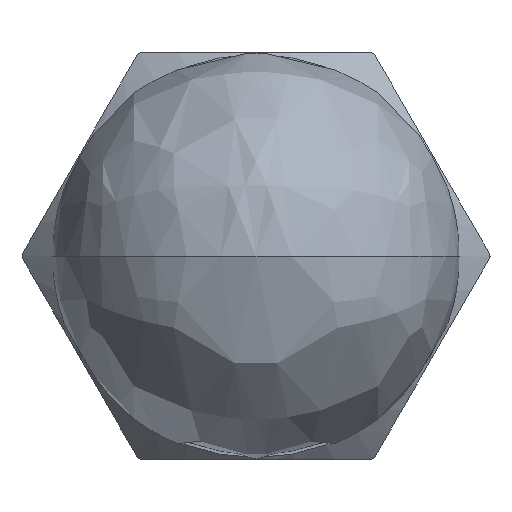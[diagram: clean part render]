
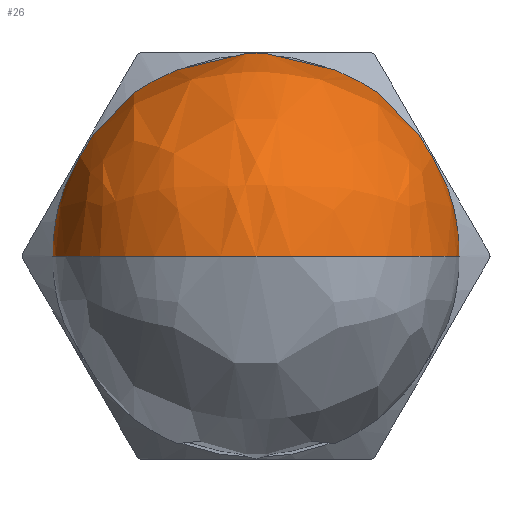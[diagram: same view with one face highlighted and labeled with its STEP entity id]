
A CAD part, left-side view. The second image highlights one B-rep face of the part: STEP entity #26.
In plain terms, the highlighted free-form (B-spline) face has degree [3, 3] with [4, 7] control points.
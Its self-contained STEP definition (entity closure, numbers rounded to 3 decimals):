
#26 = ADVANCED_FACE ( 'NONE', ( #1121 ), #1206, .T. ) ;
#65 = CARTESIAN_POINT ( 'NONE',  ( -6.5, -4., 0. ) ) ;
#137 = DIRECTION ( 'NONE',  ( 0., 1., 0. ) ) ;
#138 = DIRECTION ( 'NONE',  ( 0., 0., 1. ) ) ;
#141 = CARTESIAN_POINT ( 'NONE',  ( -9.5, 0., 0. ) ) ;
#182 = DIRECTION ( 'NONE',  ( 0., 0., 1. ) ) ;
#183 = DIRECTION ( 'NONE',  ( 1., 0., 0. ) ) ;
#184 = CARTESIAN_POINT ( 'NONE',  ( -6.5, 0., 0. ) ) ;
#225 = AXIS2_PLACEMENT_3D ( 'NONE', #572, #571, #568 ) ;
#261 = CIRCLE ( 'NONE', #640, 4. ) ;
#265 = CARTESIAN_POINT ( 'NONE',  ( -6.5, 0., 4. ) ) ;
#367 = DIRECTION ( 'NONE',  ( 0., 0., 1. ) ) ;
#368 = DIRECTION ( 'NONE',  ( 1., 0., 0. ) ) ;
#369 = CARTESIAN_POINT ( 'NONE',  ( -6.5, 0., 0. ) ) ;
#398 = VERTEX_POINT ( 'NONE', #817 ) ;
#434 = AXIS2_PLACEMENT_3D ( 'NONE', #545, #544, #542 ) ;
#435 = CARTESIAN_POINT ( 'NONE',  ( -9.5, 5., 0. ) ) ;
#542 = DIRECTION ( 'NONE',  ( 0., 1., 0. ) ) ;
#544 = DIRECTION ( 'NONE',  ( 0., 0., -1. ) ) ;
#545 = CARTESIAN_POINT ( 'NONE',  ( -9.5, 0., 0. ) ) ;
#568 = DIRECTION ( 'NONE',  ( 0., 1., 0. ) ) ;
#571 = DIRECTION ( 'NONE',  ( 0., 0., -1. ) ) ;
#572 = CARTESIAN_POINT ( 'NONE',  ( -9.5, 0., 0. ) ) ;
#640 = AXIS2_PLACEMENT_3D ( 'NONE', #369, #368, #367 ) ;
#656 = VERTEX_POINT ( 'NONE', #668 ) ;
#665 = EDGE_CURVE ( 'NONE', #1359, #398, #1312, .T. ) ;
#668 = CARTESIAN_POINT ( 'NONE',  ( -6.5, 4., 0. ) ) ;
#701 = CIRCLE ( 'NONE', #225, 5. ) ;
#709 = AXIS2_PLACEMENT_3D ( 'NONE', #141, #138, #137 ) ;
#817 = CARTESIAN_POINT ( 'NONE',  ( -9.5, -5., 0. ) ) ;
#841 = AXIS2_PLACEMENT_3D ( 'NONE', #184, #183, #182 ) ;
#863 = EDGE_LOOP ( 'NONE', ( #931, #978, #990, #1035, #1045 ) ) ;
#879 = EDGE_CURVE ( 'NONE', #1171, #656, #701, .T. ) ;
#931 = ORIENTED_EDGE ( 'NONE', *, *, #879, .F. ) ;
#978 = ORIENTED_EDGE ( 'NONE', *, *, #1328, .T. ) ;
#990 = ORIENTED_EDGE ( 'NONE', *, *, #665, .F. ) ;
#1032 = CIRCLE ( 'NONE', #841, 4. ) ;
#1035 = ORIENTED_EDGE ( 'NONE', *, *, #1289, .F. ) ;
#1045 = ORIENTED_EDGE ( 'NONE', *, *, #1190, .F. ) ;
#1113 = CARTESIAN_POINT ( 'NONE',  ( -9.5, -5., 0. ) ) ;
#1114 = CARTESIAN_POINT ( 'NONE',  ( -9.5, -5., 0. ) ) ;
#1116 = CARTESIAN_POINT ( 'NONE',  ( -9.5, -5., 0. ) ) ;
#1117 = CARTESIAN_POINT ( 'NONE',  ( -9.5, -5., 0. ) ) ;
#1118 = CARTESIAN_POINT ( 'NONE',  ( -9.5, -5., 0. ) ) ;
#1120 = CARTESIAN_POINT ( 'NONE',  ( -9.5, -5., 0. ) ) ;
#1121 = FACE_OUTER_BOUND ( 'NONE', #863, .T. ) ;
#1122 = CARTESIAN_POINT ( 'NONE',  ( -9.5, -5., 0. ) ) ;
#1125 = CARTESIAN_POINT ( 'NONE',  ( 0.498, -5., -0.188 ) ) ;
#1127 = CARTESIAN_POINT ( 'NONE',  ( 0.609, -5., 5.712 ) ) ;
#1129 = CARTESIAN_POINT ( 'NONE',  ( -3.504, -5., 9.944 ) ) ;
#1130 = CARTESIAN_POINT ( 'NONE',  ( -9.406, -5., 10. ) ) ;
#1133 = CARTESIAN_POINT ( 'NONE',  ( -15.307, -5., 10.055 ) ) ;
#1134 = CARTESIAN_POINT ( 'NONE',  ( -19.5, -5., 5.902 ) ) ;
#1137 = CARTESIAN_POINT ( 'NONE',  ( -19.5, -5., 0. ) ) ;
#1139 = CARTESIAN_POINT ( 'NONE',  ( 0.498, 5., -0.188 ) ) ;
#1140 = CARTESIAN_POINT ( 'NONE',  ( 0.609, 5., 5.712 ) ) ;
#1142 = CARTESIAN_POINT ( 'NONE',  ( -3.504, 5., 9.944 ) ) ;
#1143 = CARTESIAN_POINT ( 'NONE',  ( -9.406, 5., 10. ) ) ;
#1144 = CARTESIAN_POINT ( 'NONE',  ( -15.307, 5., 10.055 ) ) ;
#1145 = CARTESIAN_POINT ( 'NONE',  ( -19.5, 5., 5.902 ) ) ;
#1146 = CARTESIAN_POINT ( 'NONE',  ( -19.5, 5., 0. ) ) ;
#1147 = CARTESIAN_POINT ( 'NONE',  ( -9.5, 5., 0. ) ) ;
#1149 = CARTESIAN_POINT ( 'NONE',  ( -9.5, 5., 0. ) ) ;
#1152 = CARTESIAN_POINT ( 'NONE',  ( -9.5, 5., 0. ) ) ;
#1154 = CARTESIAN_POINT ( 'NONE',  ( -9.5, 5., 0. ) ) ;
#1155 = CARTESIAN_POINT ( 'NONE',  ( -9.5, 5., 0. ) ) ;
#1159 = CARTESIAN_POINT ( 'NONE',  ( -9.5, 5., 0. ) ) ;
#1171 = VERTEX_POINT ( 'NONE', #435 ) ;
#1173 = CARTESIAN_POINT ( 'NONE',  ( -9.5, 5., 0. ) ) ;
#1190 = EDGE_CURVE ( 'NONE', #656, #1232, #261, .T. ) ;
#1206 =( BOUNDED_SURFACE ( )  B_SPLINE_SURFACE ( 3, 3, ( 
 ( #1159, #1173, #1155, #1154, #1152, #1149, #1147 ),
 ( #1146, #1145, #1144, #1143, #1142, #1140, #1139 ),
 ( #1137, #1134, #1133, #1130, #1129, #1127, #1125 ),
 ( #1122, #1120, #1118, #1117, #1116, #1114, #1113 ) ),
 .UNSPECIFIED., .F., .F., .T. ) 
 B_SPLINE_SURFACE_WITH_KNOTS ( ( 4, 4 ),
 ( 4, 3, 4 ),
 ( 0., 1. ),
 ( 0., 0.5, 1. ),
 .UNSPECIFIED. ) 
 GEOMETRIC_REPRESENTATION_ITEM ( )  RATIONAL_B_SPLINE_SURFACE ( (
 ( 1., 0.803, 0.803, 1., 0.803, 0.803, 1.),
 ( 0.333, 0.268, 0.268, 0.333, 0.268, 0.268, 0.333),
 ( 0.333, 0.268, 0.268, 0.333, 0.268, 0.268, 0.333),
 ( 1., 0.803, 0.803, 1., 0.803, 0.803, 1.) ) ) 
 REPRESENTATION_ITEM ( '' )  SURFACE ( )  );
#1232 = VERTEX_POINT ( 'NONE', #265 ) ;
#1289 = EDGE_CURVE ( 'NONE', #1232, #1359, #1032, .T. ) ;
#1312 = CIRCLE ( 'NONE', #434, 5. ) ;
#1328 = EDGE_CURVE ( 'NONE', #1171, #398, #1377, .T. ) ;
#1359 = VERTEX_POINT ( 'NONE', #65 ) ;
#1377 = CIRCLE ( 'NONE', #709, 5. ) ;
